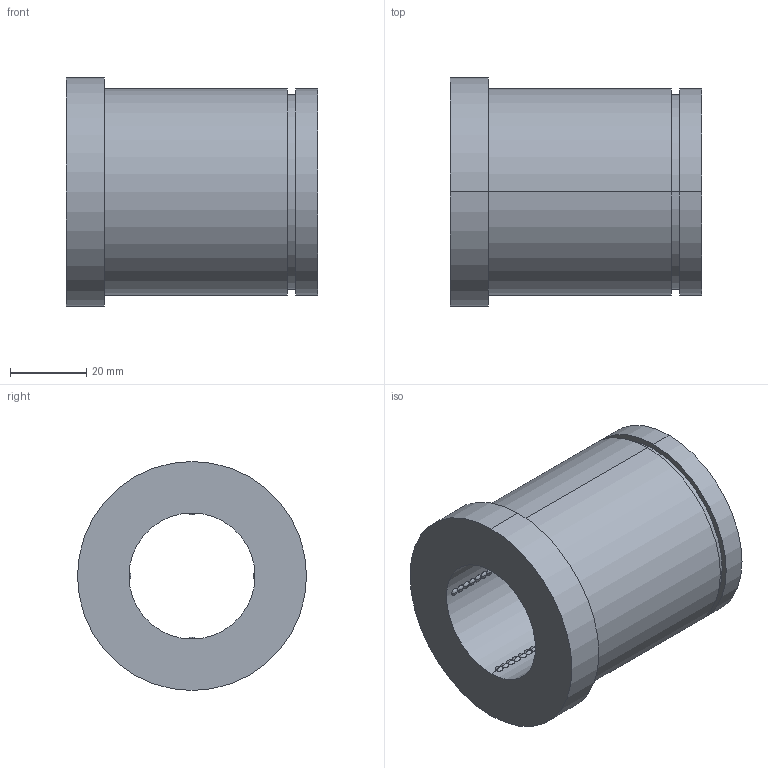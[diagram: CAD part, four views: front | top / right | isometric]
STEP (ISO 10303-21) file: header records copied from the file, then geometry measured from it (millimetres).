
FILE_DESCRIPTION(('STEP AP214'),'1');
FILE_NAME('cctmp_442D501B-05A3-4021-B5A5-896DC8C89DF0_2023_07_12_08_30_45_0782_6432..stp','2023-07-12T06:30:45',('HASCO Hasenclever GmbH & Co. KG'),('CADClick - www.CADClick.com'),'Spatial InterOp 3D',' ','unknown authorization');
FILE_SCHEMA(('AUTOMOTIVE_DESIGN'));
Length unit declared in the file: millimetre
Products named in the file (1): Z1100/66x32
Bounding box: 66 x 60 x 60 mm (x, y, z)
Volume: 99649.9 mm3; surface area: 22731.5 mm2
Topology: 1 solids, 1 shells, 247 faces, 552 edges, 368 vertices
Faces by surface type: sphere 232, cylinder 10, plane 5
Entity records: 14066 total; most frequent: CARTESIAN_POINT 7084, ORIENTED_EDGE 1104, DIRECTION 836, EDGE_CURVE 552, AXIS2_PLACEMENT_3D 384, VERTEX_POINT 368, B_SPLINE_CURVE_WITH_KNOTS 348, EDGE_LOOP 310
